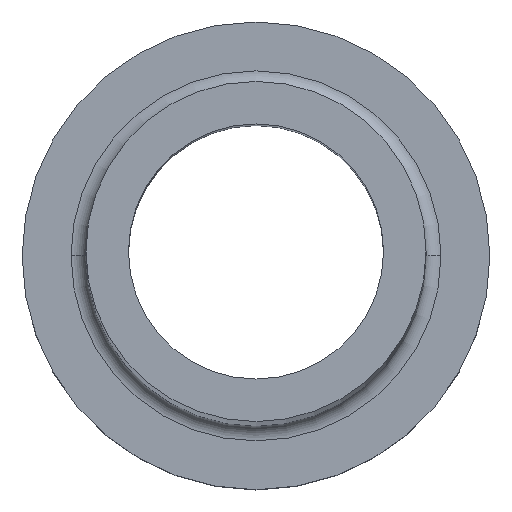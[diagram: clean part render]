
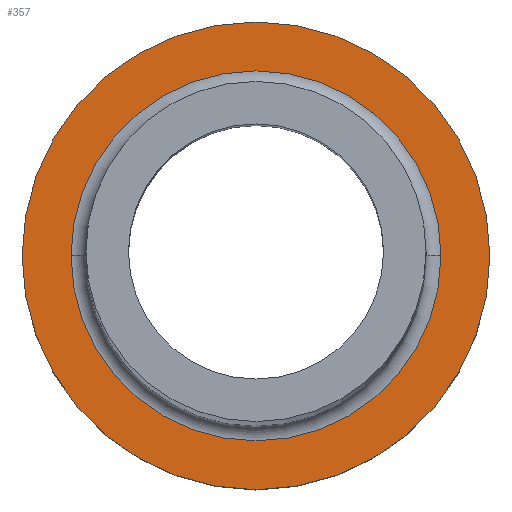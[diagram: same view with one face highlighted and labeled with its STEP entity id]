
A CAD part, top view. The second image highlights one B-rep face of the part: STEP entity #357.
In plain terms, the highlighted planar face has unit normal (0, 0, 1).
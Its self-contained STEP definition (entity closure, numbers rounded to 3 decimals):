
#12 = FACE_BOUND ( 'NONE', #265, .T. ) ;
#14 = EDGE_CURVE ( 'NONE', #408, #92, #239, .T. ) ;
#25 = DIRECTION ( 'NONE',  ( 0., 0., -1. ) ) ;
#47 = CARTESIAN_POINT ( 'NONE',  ( 8.7, 0., 7. ) ) ;
#77 = CIRCLE ( 'NONE', #296, 11. ) ;
#84 = CARTESIAN_POINT ( 'NONE',  ( 0., 0., 7. ) ) ;
#92 = VERTEX_POINT ( 'NONE', #341 ) ;
#97 = AXIS2_PLACEMENT_3D ( 'NONE', #129, #300, #271 ) ;
#99 = PLANE ( 'NONE',  #97 ) ;
#108 = EDGE_CURVE ( 'NONE', #358, #174, #456, .T. ) ;
#122 = CARTESIAN_POINT ( 'NONE',  ( 0., 0., 7. ) ) ;
#129 = CARTESIAN_POINT ( 'NONE',  ( 0., 0., 7. ) ) ;
#145 = DIRECTION ( 'NONE',  ( 0., 0., 1. ) ) ;
#168 = CARTESIAN_POINT ( 'NONE',  ( -8.7, 0., 7. ) ) ;
#174 = VERTEX_POINT ( 'NONE', #47 ) ;
#180 = DIRECTION ( 'NONE',  ( 1., 0., 0. ) ) ;
#211 = DIRECTION ( 'NONE',  ( 1., 0., 0. ) ) ;
#220 = DIRECTION ( 'NONE',  ( 0., 0., -1. ) ) ;
#228 = ORIENTED_EDGE ( 'NONE', *, *, #263, .T. ) ;
#239 = CIRCLE ( 'NONE', #399, 11. ) ;
#255 = ORIENTED_EDGE ( 'NONE', *, *, #108, .T. ) ;
#261 = DIRECTION ( 'NONE',  ( 0., 0., 1. ) ) ;
#263 = EDGE_CURVE ( 'NONE', #174, #358, #384, .T. ) ;
#265 = EDGE_LOOP ( 'NONE', ( #228, #255 ) ) ;
#271 = DIRECTION ( 'NONE',  ( 1., 0., 0. ) ) ;
#272 = CARTESIAN_POINT ( 'NONE',  ( 0., 0., 7. ) ) ;
#296 = AXIS2_PLACEMENT_3D ( 'NONE', #84, #145, #180 ) ;
#300 = DIRECTION ( 'NONE',  ( 0., 0., 1. ) ) ;
#310 = CARTESIAN_POINT ( 'NONE',  ( 0., 0., 7. ) ) ;
#332 = EDGE_CURVE ( 'NONE', #92, #408, #77, .T. ) ;
#341 = CARTESIAN_POINT ( 'NONE',  ( 11., 0., 7. ) ) ;
#357 = ADVANCED_FACE ( 'NONE', ( #12, #433 ), #99, .T. ) ;
#358 = VERTEX_POINT ( 'NONE', #168 ) ;
#364 = ORIENTED_EDGE ( 'NONE', *, *, #332, .T. ) ;
#369 = EDGE_LOOP ( 'NONE', ( #404, #364 ) ) ;
#384 = CIRCLE ( 'NONE', #436, 8.7 ) ;
#396 = DIRECTION ( 'NONE',  ( 1., 0., 0. ) ) ;
#399 = AXIS2_PLACEMENT_3D ( 'NONE', #122, #261, #396 ) ;
#404 = ORIENTED_EDGE ( 'NONE', *, *, #14, .T. ) ;
#408 = VERTEX_POINT ( 'NONE', #410 ) ;
#410 = CARTESIAN_POINT ( 'NONE',  ( -11., 0., 7. ) ) ;
#413 = DIRECTION ( 'NONE',  ( 1., 0., 0. ) ) ;
#433 = FACE_OUTER_BOUND ( 'NONE', #369, .T. ) ;
#436 = AXIS2_PLACEMENT_3D ( 'NONE', #310, #220, #211 ) ;
#456 = CIRCLE ( 'NONE', #459, 8.7 ) ;
#459 = AXIS2_PLACEMENT_3D ( 'NONE', #272, #25, #413 ) ;
